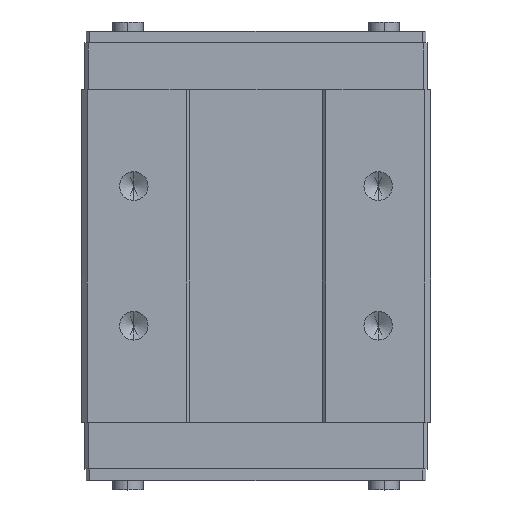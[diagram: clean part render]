
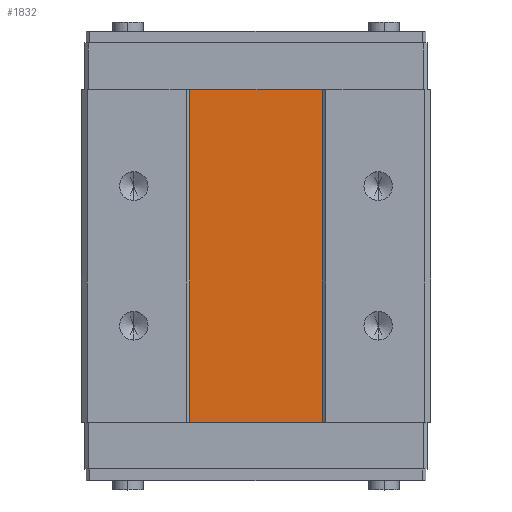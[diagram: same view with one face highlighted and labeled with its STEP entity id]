
A CAD part, top view. The second image highlights one B-rep face of the part: STEP entity #1832.
In plain terms, the highlighted planar face has unit normal (0, 0, 1).
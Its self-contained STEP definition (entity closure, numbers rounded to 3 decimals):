
#21 = VECTOR ( 'NONE', #2885, 1000. ) ;
#138 = CARTESIAN_POINT ( 'NONE',  ( -5.7, 14.3, 11.7 ) ) ;
#204 = LINE ( 'NONE', #3582, #2500 ) ;
#294 = ORIENTED_EDGE ( 'NONE', *, *, #993, .F. ) ;
#314 = AXIS2_PLACEMENT_3D ( 'NONE', #3639, #2065, #2485 ) ;
#747 = ORIENTED_EDGE ( 'NONE', *, *, #4613, .T. ) ;
#993 = EDGE_CURVE ( 'NONE', #1818, #3138, #204, .T. ) ;
#1028 = EDGE_CURVE ( 'NONE', #3307, #1818, #1290, .T. ) ;
#1153 = CARTESIAN_POINT ( 'NONE',  ( 5.7, -14.3, 11.7 ) ) ;
#1290 = LINE ( 'NONE', #2431, #3753 ) ;
#1354 = CARTESIAN_POINT ( 'NONE',  ( 5.7, 14.3, 11.7 ) ) ;
#1818 = VERTEX_POINT ( 'NONE', #138 ) ;
#1832 = ADVANCED_FACE ( 'NONE', ( #3568 ), #3268, .T. ) ;
#2065 = DIRECTION ( 'NONE',  ( 0., 0., 1. ) ) ;
#2145 = LINE ( 'NONE', #2907, #21 ) ;
#2431 = CARTESIAN_POINT ( 'NONE',  ( -5.7, -14.3, 11.7 ) ) ;
#2485 = DIRECTION ( 'NONE',  ( 1., 0., 0. ) ) ;
#2500 = VECTOR ( 'NONE', #4680, 1000. ) ;
#2885 = DIRECTION ( 'NONE',  ( 0., 1., 0. ) ) ;
#2907 = CARTESIAN_POINT ( 'NONE',  ( 5.7, -14.3, 11.7 ) ) ;
#3051 = EDGE_LOOP ( 'NONE', ( #294, #4717, #4153, #747 ) ) ;
#3103 = CARTESIAN_POINT ( 'NONE',  ( -5.7, -14.3, 11.7 ) ) ;
#3138 = VERTEX_POINT ( 'NONE', #1354 ) ;
#3268 = PLANE ( 'NONE',  #314 ) ;
#3307 = VERTEX_POINT ( 'NONE', #3103 ) ;
#3355 = LINE ( 'NONE', #3500, #4117 ) ;
#3500 = CARTESIAN_POINT ( 'NONE',  ( 5.7, -14.3, 11.7 ) ) ;
#3568 = FACE_OUTER_BOUND ( 'NONE', #3051, .T. ) ;
#3582 = CARTESIAN_POINT ( 'NONE',  ( 5.7, 14.3, 11.7 ) ) ;
#3639 = CARTESIAN_POINT ( 'NONE',  ( 5.7, -14.3, 11.7 ) ) ;
#3753 = VECTOR ( 'NONE', #4330, 1000. ) ;
#4117 = VECTOR ( 'NONE', #4649, 1000. ) ;
#4153 = ORIENTED_EDGE ( 'NONE', *, *, #4319, .T. ) ;
#4319 = EDGE_CURVE ( 'NONE', #3307, #4321, #3355, .T. ) ;
#4321 = VERTEX_POINT ( 'NONE', #1153 ) ;
#4330 = DIRECTION ( 'NONE',  ( 0., 1., 0. ) ) ;
#4613 = EDGE_CURVE ( 'NONE', #4321, #3138, #2145, .T. ) ;
#4649 = DIRECTION ( 'NONE',  ( 1., 0., 0. ) ) ;
#4680 = DIRECTION ( 'NONE',  ( 1., 0., 0. ) ) ;
#4717 = ORIENTED_EDGE ( 'NONE', *, *, #1028, .F. ) ;
